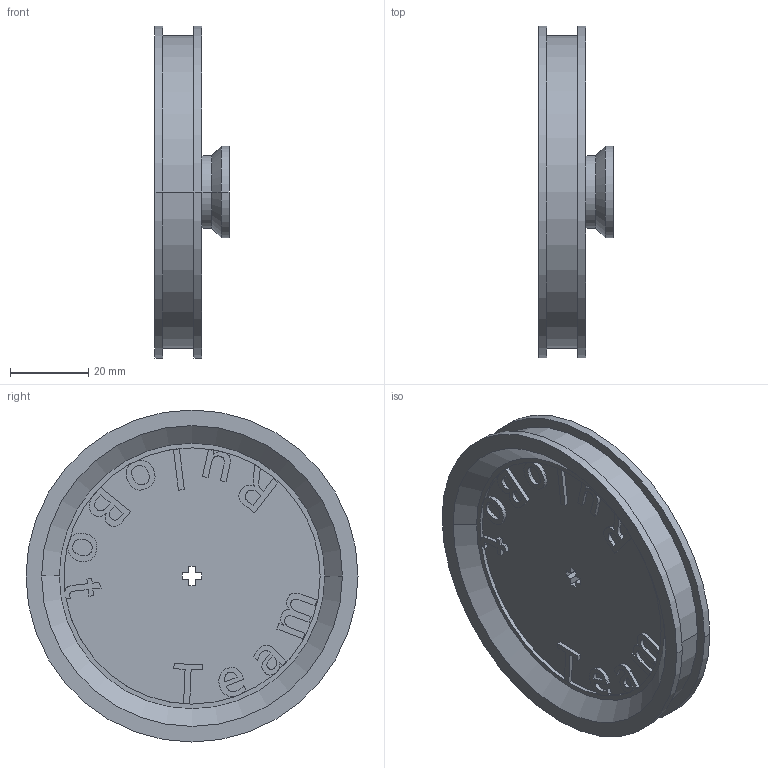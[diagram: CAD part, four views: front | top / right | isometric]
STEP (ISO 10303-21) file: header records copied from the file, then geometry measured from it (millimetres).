
FILE_DESCRIPTION (( 'STEP AP214' ), '1' );
FILE_NAME ('Rear_Wheel_Hub.STEP', '2025-11-10T19:40:59', ( '' ), ( '' ), 'SwSTEP 2.0', 'SolidWorks 2025', '' );
FILE_SCHEMA (( 'AUTOMOTIVE_DESIGN' ));
Length unit declared in the file: millimetre
Products named in the file (1): Rear_Wheel_Hub
Bounding box: 19 x 85 x 85 mm (x, y, z)
Volume: 27463.3 mm3; surface area: 18469.1 mm2
Topology: 1 solids, 1 shells, 205 faces, 532 edges, 352 vertices
Faces by surface type: plane 116, bspline 64, cylinder 17, cone 8
Entity records: 9887 total; most frequent: CARTESIAN_POINT 5234, ORIENTED_EDGE 1064, DIRECTION 730, EDGE_CURVE 532, VECTOR 362, LINE 362, VERTEX_POINT 352, EDGE_LOOP 230
